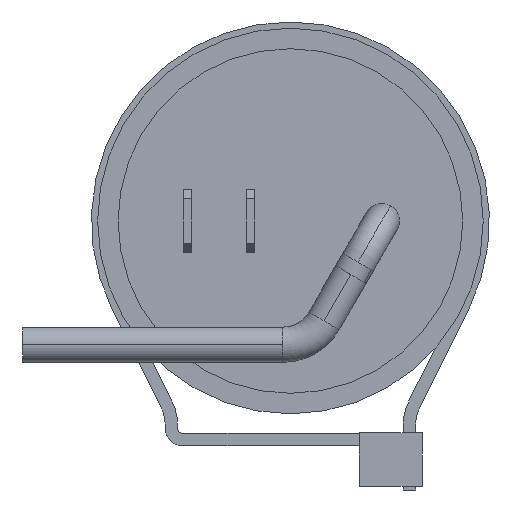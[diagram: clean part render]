
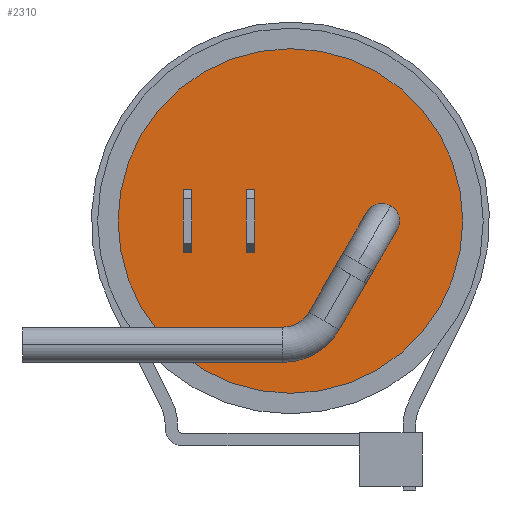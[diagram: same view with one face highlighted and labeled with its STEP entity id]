
A CAD part, left-side view. The second image highlights one B-rep face of the part: STEP entity #2310.
In plain terms, the highlighted planar face has unit normal (-1, 0, 0).
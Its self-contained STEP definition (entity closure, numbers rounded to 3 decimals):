
#2242=CARTESIAN_POINT('',(-32.3,18.1,20.25));
#2243=VERTEX_POINT('',#2242);
#2259=CARTESIAN_POINT('',(-32.3,-18.1,20.25));
#2260=VERTEX_POINT('',#2259);
#2267=CARTESIAN_POINT('',(-32.3,0.,20.25));
#2268=DIRECTION('',(1.0,0.0,0.0));
#2269=DIRECTION('',(0.0,1.0,0.0));
#2270=AXIS2_PLACEMENT_3D('',#2267,#2268,#2269);
#2271=CIRCLE('',#2270,18.1);
#2272=EDGE_CURVE('',#2260,#2243,#2271,.T.);
#2283=CARTESIAN_POINT('',(-32.3,0.,20.25));
#2284=DIRECTION('',(1.0,0.0,0.0));
#2285=DIRECTION('',(0.0,1.0,0.0));
#2286=AXIS2_PLACEMENT_3D('',#2283,#2284,#2285);
#2287=CIRCLE('',#2286,18.1);
#2288=EDGE_CURVE('',#2243,#2260,#2287,.T.);
#2301=CARTESIAN_POINT('',(-32.3,0.,20.25));
#2302=DIRECTION('',(1.0,0.0,0.0));
#2303=DIRECTION('',(0.0,0.0,-1.0));
#2304=AXIS2_PLACEMENT_3D('',#2301,#2302,#2303);
#2305=PLANE('',#2304);
#2306=ORIENTED_EDGE('',*,*,#2288,.F.);
#2307=ORIENTED_EDGE('',*,*,#2272,.F.);
#2308=EDGE_LOOP('',(#2306,#2307));
#2309=FACE_OUTER_BOUND('',#2308,.T.);
#2310=ADVANCED_FACE('',(#2309),#2305,.F.);
